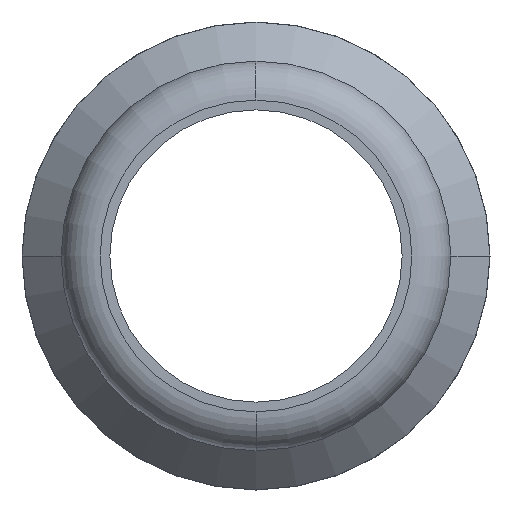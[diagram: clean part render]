
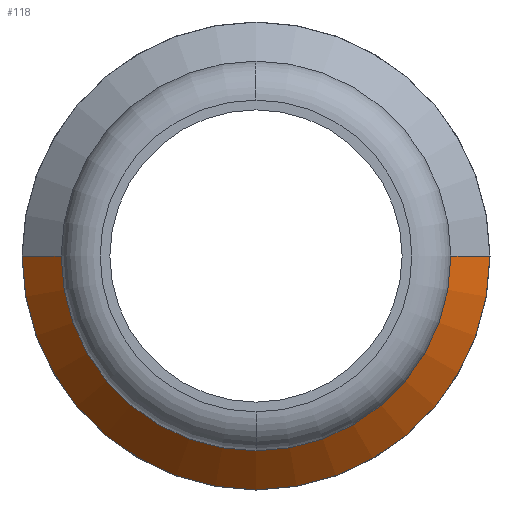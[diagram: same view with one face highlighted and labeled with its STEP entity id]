
A CAD part, front view. The second image highlights one B-rep face of the part: STEP entity #118.
In plain terms, the highlighted conical face has half-angle 45 degrees and reference radius 5.5 mm.
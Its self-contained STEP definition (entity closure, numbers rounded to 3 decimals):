
#118=ADVANCED_FACE('',(#264),#265,.T.);
#264=FACE_OUTER_BOUND('',#437,.T.);
#265=CONICAL_SURFACE('',#438,5.5,0.785);
#437=EDGE_LOOP('',(#709,#710,#711,#712));
#438=AXIS2_PLACEMENT_3D('',#713,#714,#715);
#709=ORIENTED_EDGE('',*,*,#1051,.F.);
#710=ORIENTED_EDGE('',*,*,#968,.T.);
#711=ORIENTED_EDGE('',*,*,#1052,.F.);
#712=ORIENTED_EDGE('',*,*,#1053,.F.);
#713=CARTESIAN_POINT('',(0.0,5.5,0.0));
#714=DIRECTION('',(-0.0,1.0,-0.0));
#715=DIRECTION('',(1.0,0.0,0.0));
#968=EDGE_CURVE('',#1128,#1134,#1136,.T.);
#1051=EDGE_CURVE('',#1128,#1190,#1263,.T.);
#1052=EDGE_CURVE('',#1195,#1134,#1264,.T.);
#1053=EDGE_CURVE('',#1190,#1195,#1265,.T.);
#1128=VERTEX_POINT('',#1354);
#1134=VERTEX_POINT('',#1361);
#1136=CIRCLE('',#1364,5.0);
#1190=VERTEX_POINT('',#1426);
#1195=VERTEX_POINT('',#1432);
#1263=LINE('',#1513,#1514);
#1264=LINE('',#1515,#1516);
#1265=CIRCLE('',#1517,6.0);
#1354=CARTESIAN_POINT('',(5.0,5.0,0.0));
#1361=CARTESIAN_POINT('',(-5.0,5.0,0.));
#1364=AXIS2_PLACEMENT_3D('',#1621,#1622,#1623);
#1426=CARTESIAN_POINT('',(6.0,6.0,0.0));
#1432=CARTESIAN_POINT('',(-6.0,6.0,0.));
#1513=CARTESIAN_POINT('',(5.5,5.5,0.));
#1514=VECTOR('',#1766,1.0);
#1515=CARTESIAN_POINT('',(-5.5,5.5,0.));
#1516=VECTOR('',#1767,1.0);
#1517=AXIS2_PLACEMENT_3D('',#1768,#1769,#1770);
#1621=CARTESIAN_POINT('',(0.0,5.0,0.0));
#1622=DIRECTION('',(-0.0,1.0,0.0));
#1623=DIRECTION('',(1.0,0.0,0.0));
#1766=DIRECTION('',(0.707,0.707,0.));
#1767=DIRECTION('',(0.707,-0.707,0.));
#1768=CARTESIAN_POINT('',(0.0,6.0,0.0));
#1769=DIRECTION('',(-0.0,1.0,0.0));
#1770=DIRECTION('',(1.0,0.0,0.0));
